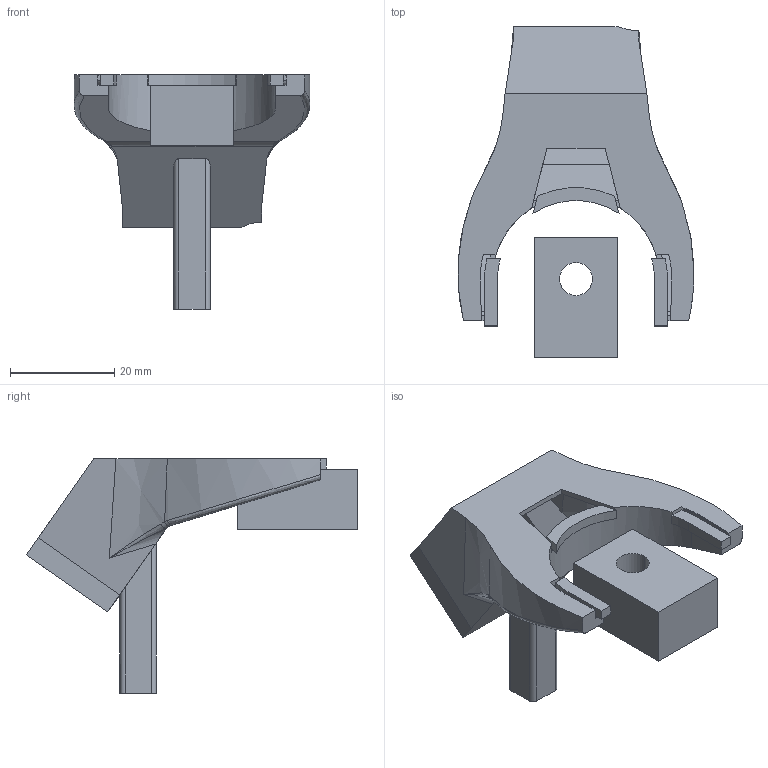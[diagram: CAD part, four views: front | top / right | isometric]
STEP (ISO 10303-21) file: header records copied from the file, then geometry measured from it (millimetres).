
FILE_DESCRIPTION (( 'STEP AP214' ), '1' );
FILE_NAME ('524 Lite6 Fan Shroud 50mm Fan.STEP', '2021-03-17T21:36:18', ( '' ), ( '' ), 'SwSTEP 2.0', 'SolidWorks 2019', '' );
FILE_SCHEMA (( 'AUTOMOTIVE_DESIGN' ));
Length unit declared in the file: millimetre
Products named in the file (1): 524 Lite6 Fan Shroud 50mm Fan
Bounding box: 45.17 x 63.36 x 44.85 mm (x, y, z)
Volume: 12537.3 mm3; surface area: 11969.2 mm2
Topology: 5 solids, 5 shells, 164 faces, 447 edges, 289 vertices
Faces by surface type: plane 89, cylinder 40, bspline 28, torus 5, cone 2
Entity records: 5917 total; most frequent: CARTESIAN_POINT 2078, ORIENTED_EDGE 890, DIRECTION 644, EDGE_CURVE 445, VERTEX_POINT 289, VECTOR 242, LINE 242, AXIS2_PLACEMENT_3D 201
